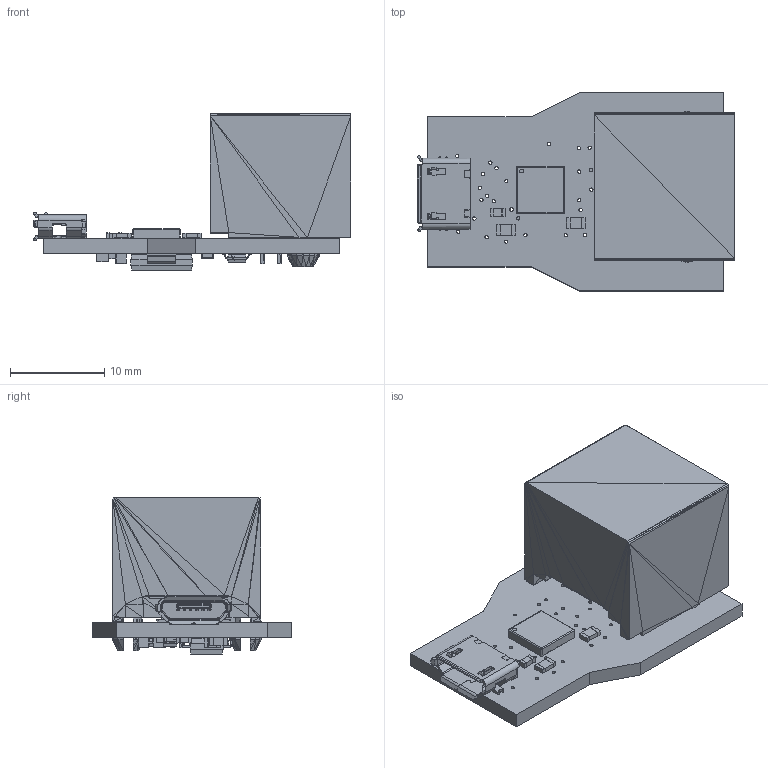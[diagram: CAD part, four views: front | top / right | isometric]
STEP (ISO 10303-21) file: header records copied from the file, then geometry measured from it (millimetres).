
FILE_DESCRIPTION(('for SolidWorks'),'2;1');
FILE_NAME( 'mcp2esp32.step', '2020-10-27T18:21:26',('user'),(''),'Open CASCADE STEP processor 6.6', 'DipTrace','Unknown');
FILE_SCHEMA(('AUTOMOTIVE_DESIGN { 1 0 10303 214 1 1 1 1 }'));
Length unit declared in the file: millimetre
Products named in the file (11): PCB_mcp2esp32; Board_mcp2esp32; cap_0603; cap_0805; 207A-BBA0-R_C_1; sot23; res_0805; pqfn-28r_5x5x0.5; MCP1826S-3302E/DB; 43860-0002
Assembly tree (18 placements, depth 2):
  PCB_mcp2esp32
    Board_mcp2esp32
    cap_0603  x3
    cap_0805  x3
    cap_0805
    207A-BBA0-R_C_1
    sot23  x2
    res_0805  x4
    pqfn-28r_5x5x0.5
    MCP1826S-3302E/DB
    43860-0002
Bounding box: 33.63 x 20.95 x 16.68 mm (x, y, z)
Volume: 972.3 mm3; surface area: 4122.5 mm2
Topology: 19 solids, 33 shells, 2992 faces, 6101 edges, 3186 vertices
Faces by surface type: plane 2410, cylinder 313, bspline 244, torus 17, sphere 8
Full cylindrical faces by diameter (mm): 0.35 x47, 0.4 x1, 0.658 x2, 0.75 x2, 0.89 x6, 3.25 x2
Entity records: 77765 total; most frequent: CARTESIAN_POINT 12279, DIRECTION 10431, ORIENTED_EDGE 10406, EDGE_CURVE 5205, LINE 4253, VECTOR 4253, AXIS2_PLACEMENT_3D 3089, FACE_BOUND 2771
